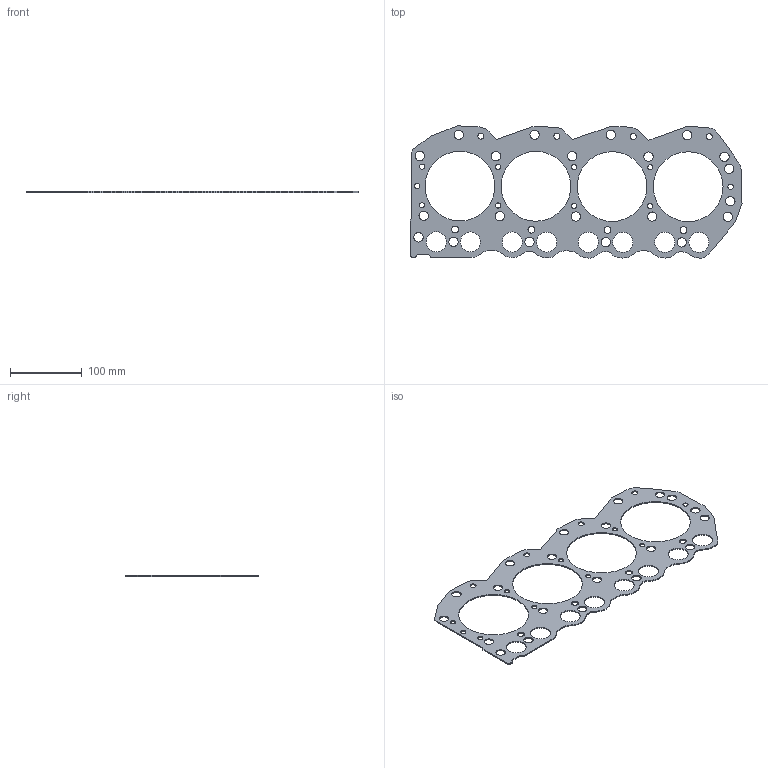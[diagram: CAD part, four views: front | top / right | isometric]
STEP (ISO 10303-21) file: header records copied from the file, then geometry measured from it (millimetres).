
FILE_DESCRIPTION(/* description */ ('','CAx-IF Rec.Pracs.---Representation and Presentation of Product Manufacturing Information (PMI)---4.0---2014-10-13'),/* implementation_level */ '2;1');
FILE_NAME(/* name */ 'JDC.step',/* time_stamp */ '2024-12-11T07:17:50+01:00',/* author */ (''),/* organization */ (''),/* preprocessor_version */ 'ST-DEVELOPER v20',/* originating_system */ 'Autodesk Translation Framework v13.20.0.188',/* authorisation */ '');
FILE_SCHEMA (('AP242_MANAGED_MODEL_BASED_3D_ENGINEERING_MIM_LF { 1 0 10303 442 1 1 4 }'));
Length unit declared in the file: millimetre
Products named in the file (1): JDC
Bounding box: 464 x 184.78 x 1.5 mm (x, y, z)
Volume: 58514.9 mm3; surface area: 84777.7 mm2
Topology: 1 solids, 1 shells, 105 faces, 309 edges, 206 vertices
Faces by surface type: cylinder 53, plane 39, bspline 13
Full cylindrical faces by diameter (mm): 7.25 x8, 7.5 x2, 8.5 x4, 9.5 x4, 13 x21, 28 x8, 97.5 x4
Entity records: 4117 total; most frequent: CARTESIAN_POINT 1102, ORIENTED_EDGE 618, DIRECTION 575, EDGE_CURVE 309, EDGE_LOOP 207, VERTEX_POINT 206, AXIS2_PLACEMENT_3D 199, LINE 177
